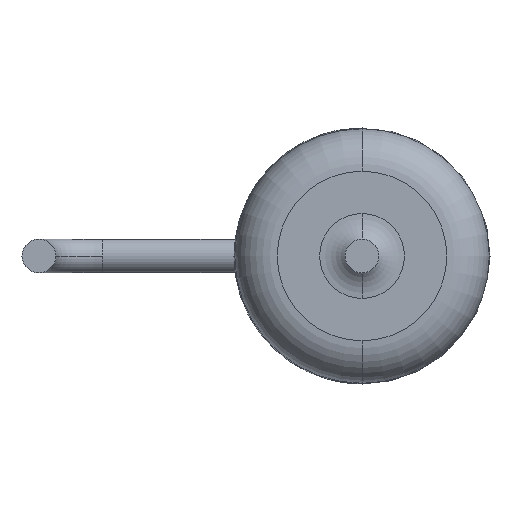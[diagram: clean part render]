
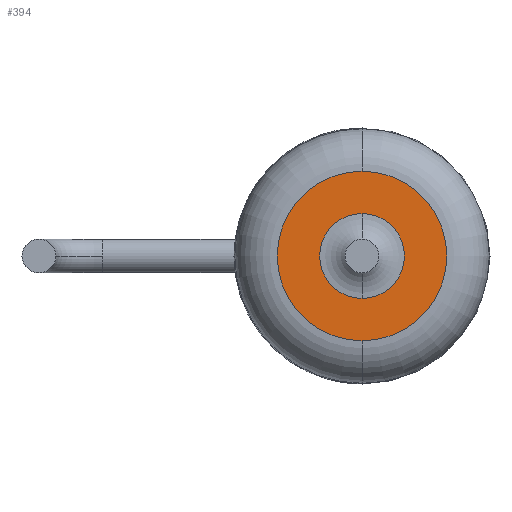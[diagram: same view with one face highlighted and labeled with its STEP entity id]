
A CAD part, front view. The second image highlights one B-rep face of the part: STEP entity #394.
In plain terms, the highlighted planar face has unit normal (0, -1, 0).
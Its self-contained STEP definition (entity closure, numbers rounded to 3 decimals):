
#22 = AXIS2_PLACEMENT_3D ( 'NONE', #990, #1209, #2453 ) ;
#80 = EDGE_CURVE ( 'NONE', #2673, #789, #1713, .T. ) ;
#109 = AXIS2_PLACEMENT_3D ( 'NONE', #1287, #883, #2492 ) ;
#347 = DIRECTION ( 'NONE',  ( 0., 0., 1. ) ) ;
#394 = ADVANCED_FACE ( 'NONE', ( #2537, #679 ), #468, .F. ) ;
#417 = CIRCLE ( 'NONE', #1236, 2. ) ;
#462 = DIRECTION ( 'NONE',  ( 0., 0., 1. ) ) ;
#468 = PLANE ( 'NONE',  #109 ) ;
#543 = CARTESIAN_POINT ( 'NONE',  ( 0., -8.5, 0. ) ) ;
#639 = CARTESIAN_POINT ( 'NONE',  ( 0., -8.5, -1. ) ) ;
#679 = FACE_OUTER_BOUND ( 'NONE', #1192, .T. ) ;
#703 = CARTESIAN_POINT ( 'NONE',  ( 0., -8.5, 0. ) ) ;
#789 = VERTEX_POINT ( 'NONE', #1513 ) ;
#883 = DIRECTION ( 'NONE',  ( 0., 1., 0. ) ) ;
#894 = AXIS2_PLACEMENT_3D ( 'NONE', #703, #2562, #1124 ) ;
#990 = CARTESIAN_POINT ( 'NONE',  ( 0., -8.5, 0. ) ) ;
#1057 = EDGE_CURVE ( 'NONE', #2150, #1704, #1708, .T. ) ;
#1124 = DIRECTION ( 'NONE',  ( 0., 0., 1. ) ) ;
#1155 = CIRCLE ( 'NONE', #22, 1. ) ;
#1192 = EDGE_LOOP ( 'NONE', ( #1933, #1805 ) ) ;
#1209 = DIRECTION ( 'NONE',  ( 0., -1., 0. ) ) ;
#1236 = AXIS2_PLACEMENT_3D ( 'NONE', #2229, #1253, #462 ) ;
#1253 = DIRECTION ( 'NONE',  ( 0., -1., 0. ) ) ;
#1287 = CARTESIAN_POINT ( 'NONE',  ( 0., -8.5, 0. ) ) ;
#1351 = DIRECTION ( 'NONE',  ( 0., -1., 0. ) ) ;
#1513 = CARTESIAN_POINT ( 'NONE',  ( 0., -8.5, 2. ) ) ;
#1627 = AXIS2_PLACEMENT_3D ( 'NONE', #543, #1351, #347 ) ;
#1704 = VERTEX_POINT ( 'NONE', #1778 ) ;
#1708 = CIRCLE ( 'NONE', #894, 1. ) ;
#1713 = CIRCLE ( 'NONE', #1627, 2. ) ;
#1719 = ORIENTED_EDGE ( 'NONE', *, *, #1057, .F. ) ;
#1778 = CARTESIAN_POINT ( 'NONE',  ( 0., -8.5, 1. ) ) ;
#1805 = ORIENTED_EDGE ( 'NONE', *, *, #80, .T. ) ;
#1839 = ORIENTED_EDGE ( 'NONE', *, *, #1980, .F. ) ;
#1933 = ORIENTED_EDGE ( 'NONE', *, *, #2032, .T. ) ;
#1980 = EDGE_CURVE ( 'NONE', #1704, #2150, #1155, .T. ) ;
#2032 = EDGE_CURVE ( 'NONE', #789, #2673, #417, .T. ) ;
#2150 = VERTEX_POINT ( 'NONE', #639 ) ;
#2187 = CARTESIAN_POINT ( 'NONE',  ( 0., -8.5, -2. ) ) ;
#2229 = CARTESIAN_POINT ( 'NONE',  ( 0., -8.5, 0. ) ) ;
#2375 = EDGE_LOOP ( 'NONE', ( #1839, #1719 ) ) ;
#2453 = DIRECTION ( 'NONE',  ( 0., 0., 1. ) ) ;
#2492 = DIRECTION ( 'NONE',  ( 0., 0., 1. ) ) ;
#2537 = FACE_BOUND ( 'NONE', #2375, .T. ) ;
#2562 = DIRECTION ( 'NONE',  ( 0., -1., 0. ) ) ;
#2673 = VERTEX_POINT ( 'NONE', #2187 ) ;
